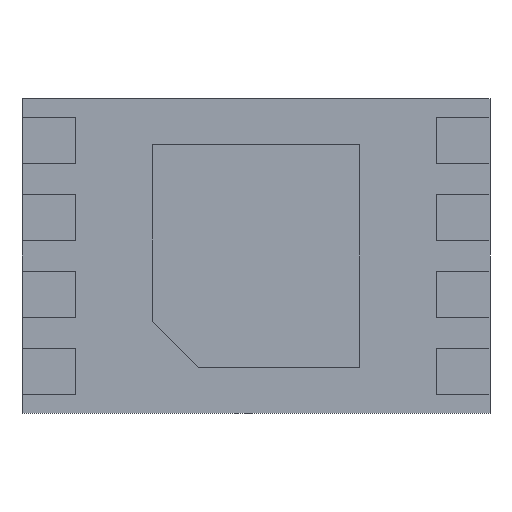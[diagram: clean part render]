
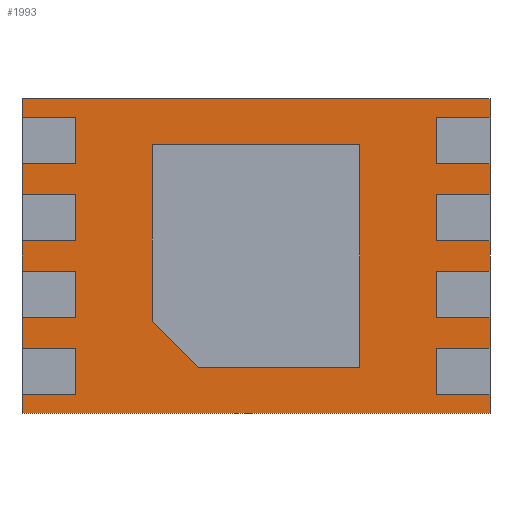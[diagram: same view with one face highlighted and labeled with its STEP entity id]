
A CAD part, front view. The second image highlights one B-rep face of the part: STEP entity #1993.
In plain terms, the highlighted planar face has unit normal (0, -1, 0).
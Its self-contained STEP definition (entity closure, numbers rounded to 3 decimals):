
#70=PLANE('',#2104);
#189=FACE_OUTER_BOUND('',#313,.T.);
#313=EDGE_LOOP('',(#1671,#1672,#1673,#1674));
#464=LINE('',#3448,#678);
#467=LINE('',#3453,#681);
#469=LINE('',#3457,#683);
#471=LINE('',#3460,#685);
#678=VECTOR('',#2313,10.);
#681=VECTOR('',#2318,10.);
#683=VECTOR('',#2322,10.);
#685=VECTOR('',#2326,10.);
#973=VERTEX_POINT('',#3446);
#974=VERTEX_POINT('',#3447);
#975=VERTEX_POINT('',#3452);
#976=VERTEX_POINT('',#3456);
#1214=EDGE_CURVE('',#973,#974,#464,.T.);
#1217=EDGE_CURVE('',#974,#975,#467,.T.);
#1219=EDGE_CURVE('',#975,#976,#469,.T.);
#1221=EDGE_CURVE('',#976,#973,#471,.T.);
#1671=ORIENTED_EDGE('',*,*,#1221,.T.);
#1672=ORIENTED_EDGE('',*,*,#1214,.T.);
#1673=ORIENTED_EDGE('',*,*,#1217,.T.);
#1674=ORIENTED_EDGE('',*,*,#1219,.T.);
#1993=ADVANCED_FACE('',(#189),#70,.F.);
#2104=AXIS2_PLACEMENT_3D('',#3462,#2329,#2330);
#2313=DIRECTION('',(-1.,0.,0.));
#2318=DIRECTION('',(0.,0.,-1.));
#2322=DIRECTION('',(1.,0.,0.));
#2326=DIRECTION('',(0.,0.,1.));
#2329=DIRECTION('center_axis',(0.,1.,0.));
#2330=DIRECTION('ref_axis',(0.,0.,-1.));
#3446=CARTESIAN_POINT('',(3.05,0.,0.));
#3447=CARTESIAN_POINT('',(0.,0.,0.));
#3448=CARTESIAN_POINT('',(3.05,0.,0.));
#3452=CARTESIAN_POINT('',(0.,0.,-2.05));
#3453=CARTESIAN_POINT('',(0.,0.,0.));
#3456=CARTESIAN_POINT('',(3.05,0.,-2.05));
#3457=CARTESIAN_POINT('',(0.,0.,-2.05));
#3460=CARTESIAN_POINT('',(3.05,0.,-2.05));
#3462=CARTESIAN_POINT('Origin',(1.525,0.,-1.025));
